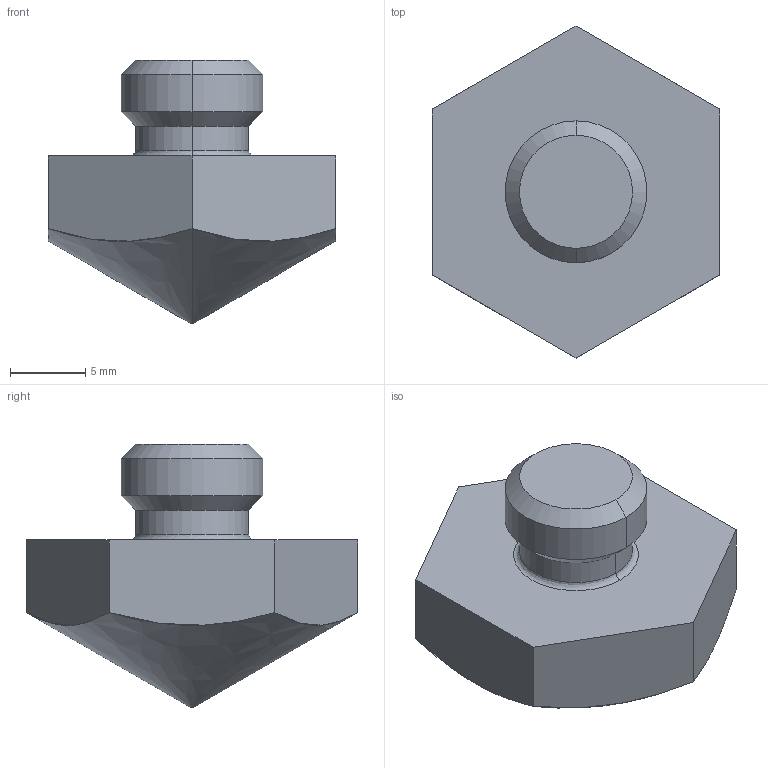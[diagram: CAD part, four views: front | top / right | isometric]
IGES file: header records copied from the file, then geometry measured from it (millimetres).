
Start section:  PTC IGES file: ilc64200620.igs
Global section: file name: ilc64200620.igs; native system: Creo Parametric by Parametric Technology Corporation; preprocessor: 2013320; author: twa; organization: Unknown; date: 20160525.090419; units: inch
Bounding box: 19.05 x 22 x 17.48 mm (x, y, z)
Surface area: 1218.9 mm2 (no closed solid volume)
Topology: 0 solids, 0 shells, 22 faces, 133 edges, 163 vertices
Faces by surface type: revolution 14, bspline 8
